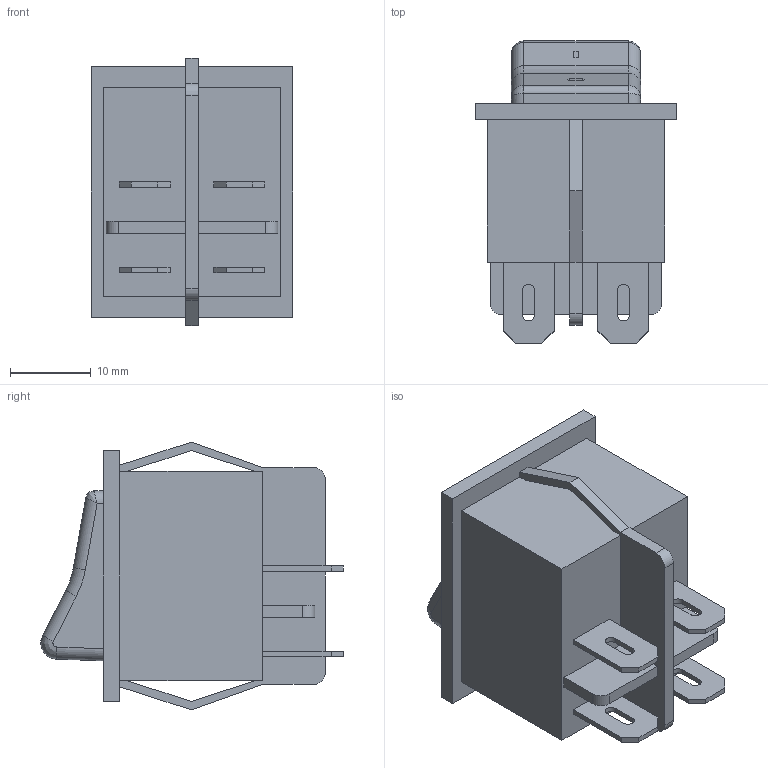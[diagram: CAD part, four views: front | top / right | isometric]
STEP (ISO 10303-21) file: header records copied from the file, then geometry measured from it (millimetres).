
FILE_DESCRIPTION(/* description */ ('STEP AP203'),/* implementation_level */ '2;1');
FILE_NAME(/* name */ 'On-Off Switch.stp',/* time_stamp */ '2020-08-22T12:33:59-04:00',/* author */ ('ignac'),/* organization */ (''),/* preprocessor_version */ 'ST-DEVELOPER v18',/* originating_system */ 'Autodesk Inventor 2020',/* authorisation */ '');
FILE_SCHEMA (('AUTOMOTIVE_DESIGN { 1 0 10303 214 3 1 1 }'));
Length unit declared in the file: millimetre
Products named in the file (1): Switch OnOff 240V20A
Bounding box: 25 x 37.48 x 33.2 mm (x, y, z)
Volume: 13821.6 mm3; surface area: 5328.7 mm2
Topology: 1 solids, 1 shells, 377 faces, 1003 edges, 664 vertices
Faces by surface type: plane 253, bspline 97, cylinder 25, torus 2
Full cylindrical faces by diameter (mm): 1.652 x1, 2.19 x1
Entity records: 18171 total; most frequent: CARTESIAN_POINT 9214, ORIENTED_EDGE 2002, DIRECTION 1427, EDGE_CURVE 1001, LINE 757, VECTOR 757, VERTEX_POINT 664, EDGE_LOOP 427
